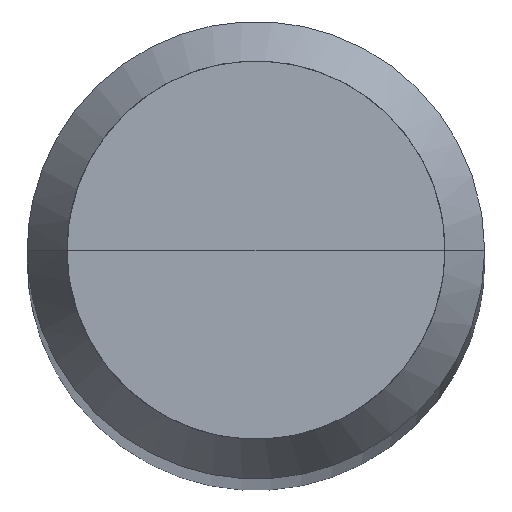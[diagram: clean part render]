
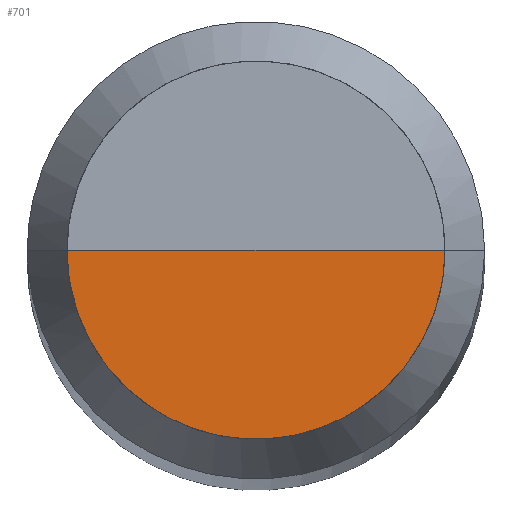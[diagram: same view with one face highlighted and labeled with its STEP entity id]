
A CAD part, top view. The second image highlights one B-rep face of the part: STEP entity #701.
In plain terms, the highlighted free-form (B-spline) face has degree [1, 2] with [2, 5] control points.
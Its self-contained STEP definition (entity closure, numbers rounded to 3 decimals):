
#302=CARTESIAN_POINT('',(1.654,0.0,58.139));
#306=CARTESIAN_POINT('',(-1.654,0.0,58.139));
#307=CARTESIAN_POINT('',(0.0,0.0,58.139));
#320=CARTESIAN_POINT('',(-1.654,-1.654,58.139));
#321=CARTESIAN_POINT('',(0.0,-1.654,58.139));
#322=CARTESIAN_POINT('',(1.654,-1.654,58.139));
#686=(
BOUNDED_SURFACE()
B_SPLINE_SURFACE(1,2,(
(#306,#320,#321,#322,#302),
(#307,#307,#307,#307,#307)
), .UNSPECIFIED.,.F.,.F.,.F.)
B_SPLINE_SURFACE_WITH_KNOTS((2,2),(3,2,3),(
0.0,1.0),(
0.0,0.5,1.0), .UNSPECIFIED.)
GEOMETRIC_REPRESENTATION_ITEM()
RATIONAL_B_SPLINE_SURFACE(((1.0,0.707,1.0,0.707,1.0),
(1.0,0.707,1.0,0.707,1.0)
))
REPRESENTATION_ITEM('')
SURFACE()
);
#687=(
BOUNDED_CURVE()
B_SPLINE_CURVE(1,(#307,#302),.UNSPECIFIED.,.F.,.F.)
B_SPLINE_CURVE_WITH_KNOTS((2,2),
(0.0,1.0),.UNSPECIFIED.)
CURVE()
GEOMETRIC_REPRESENTATION_ITEM()
RATIONAL_B_SPLINE_CURVE((1.0,1.0))
REPRESENTATION_ITEM('')
);
#688=(
BOUNDED_CURVE()
B_SPLINE_CURVE(2,(#302,#322,#321,#320,#306),.UNSPECIFIED.,.F.,.F.)
B_SPLINE_CURVE_WITH_KNOTS((3,2,3),
(0.0,0.5,1.0),.UNSPECIFIED.)
CURVE()
GEOMETRIC_REPRESENTATION_ITEM()
RATIONAL_B_SPLINE_CURVE((1.0,0.707,1.0,0.707,1.0))
REPRESENTATION_ITEM('')
);
#689=(
BOUNDED_CURVE()
B_SPLINE_CURVE(1,(#306,#307),.UNSPECIFIED.,.F.,.F.)
B_SPLINE_CURVE_WITH_KNOTS((2,2),
(0.0,1.0),.UNSPECIFIED.)
CURVE()
GEOMETRIC_REPRESENTATION_ITEM()
RATIONAL_B_SPLINE_CURVE((1.0,1.0))
REPRESENTATION_ITEM('')
);
#690=VERTEX_POINT('',#302);
#691=VERTEX_POINT('',#306);
#692=VERTEX_POINT('',#307);
#693=EDGE_CURVE('',#692,#690,#687,.T.);
#694=EDGE_CURVE('',#690,#691,#688,.T.);
#695=EDGE_CURVE('',#691,#692,#689,.T.);
#696=ORIENTED_EDGE('',*,*,#693,.T.);
#697=ORIENTED_EDGE('',*,*,#694,.T.);
#698=ORIENTED_EDGE('',*,*,#695,.T.);
#699=EDGE_LOOP('',(#696,#697,#698));
#700=FACE_OUTER_BOUND('',#699,.T.);
#701=ADVANCED_FACE('',(#700),#686,.T.);
